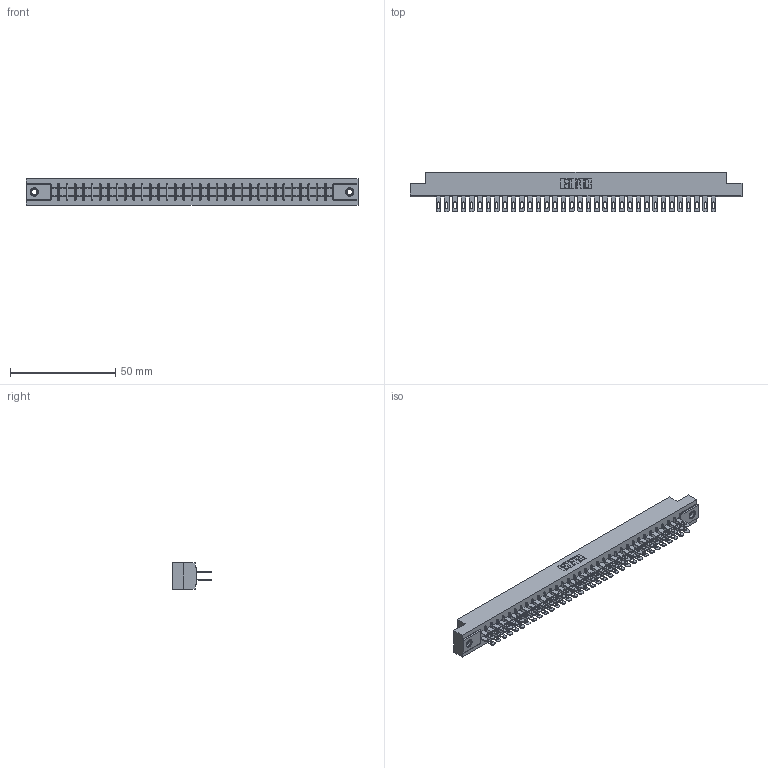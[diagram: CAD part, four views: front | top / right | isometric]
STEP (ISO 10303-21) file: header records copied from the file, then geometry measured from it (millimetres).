
FILE_DESCRIPTION (( 'STEP AP203' ), '1' );
FILE_NAME ('305-068-500-207.STEP', '2019-09-10T04:03:31', ( '' ), ( '' ), 'SwSTEP 2.0', 'SolidWorks 2016', '' );
FILE_SCHEMA (( 'CONFIG_CONTROL_DESIGN' ));
Length unit declared in the file: inch
Products named in the file (4): 305-290-001_500; 345-250-001_345-250-005-103; 305-068-500-207; 305 Part_.156 Dia
Assembly tree (71 placements, depth 2):
  305-068-500-207
    305 Part_.156 Dia
    305-290-001_500  x68
    345-250-001_345-250-005-103  x2
Bounding box: 157.73 x 18.85 x 12.7 mm (x, y, z)
Volume: 16598.8 mm3; surface area: 22309.7 mm2
Topology: 71 solids, 71 shells, 3576 faces, 10210 edges, 6616 vertices
Faces by surface type: plane 2004, cylinder 1420, sphere 136, cone 12, torus 4
Entity records: 38994 total; most frequent: CARTESIAN_POINT 6435, ORIENTED_EDGE 6380, DIRECTION 6244, EDGE_CURVE 3190, LINE 2566, VECTOR 2566, VERTEX_POINT 2030, AXIS2_PLACEMENT_3D 1839
